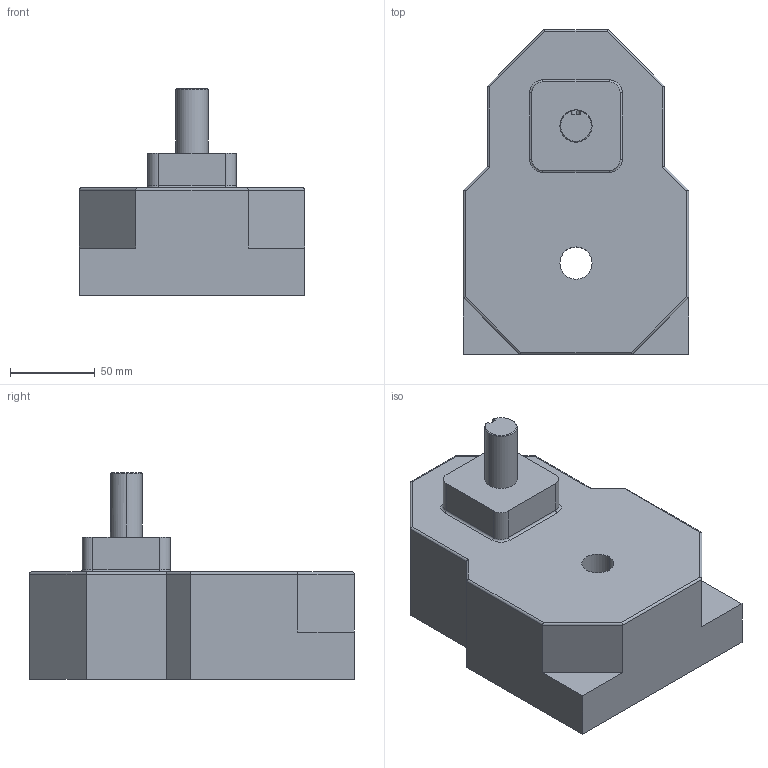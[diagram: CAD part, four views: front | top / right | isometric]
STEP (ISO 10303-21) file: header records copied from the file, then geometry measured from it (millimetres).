
FILE_DESCRIPTION (( 'STEP AP203' ), '1' );
FILE_NAME ('Diff SR 7.step', '2010-12-13T05:53:48', ( '' ), ( '' ), 'SwSTEP 2.0', 'SolidWorks 2010', '' );
FILE_SCHEMA (( 'CONFIG_CONTROL_DESIGN' ));
Length unit declared in the file: inch
Products named in the file (1): Diff SR 7
Bounding box: 133.35 x 192.15 x 122.17 mm (x, y, z)
Volume: 1404755 mm3; surface area: 89718.1 mm2
Topology: 1 solids, 1 shells, 58 faces, 140 edges, 86 vertices
Faces by surface type: cylinder 26, plane 25, torus 4, cone 3
Entity records: 1773 total; most frequent: CARTESIAN_POINT 357, ORIENTED_EDGE 280, DIRECTION 276, EDGE_CURVE 140, AXIS2_PLACEMENT_3D 93, LINE 90, VECTOR 90, VERTEX_POINT 86
